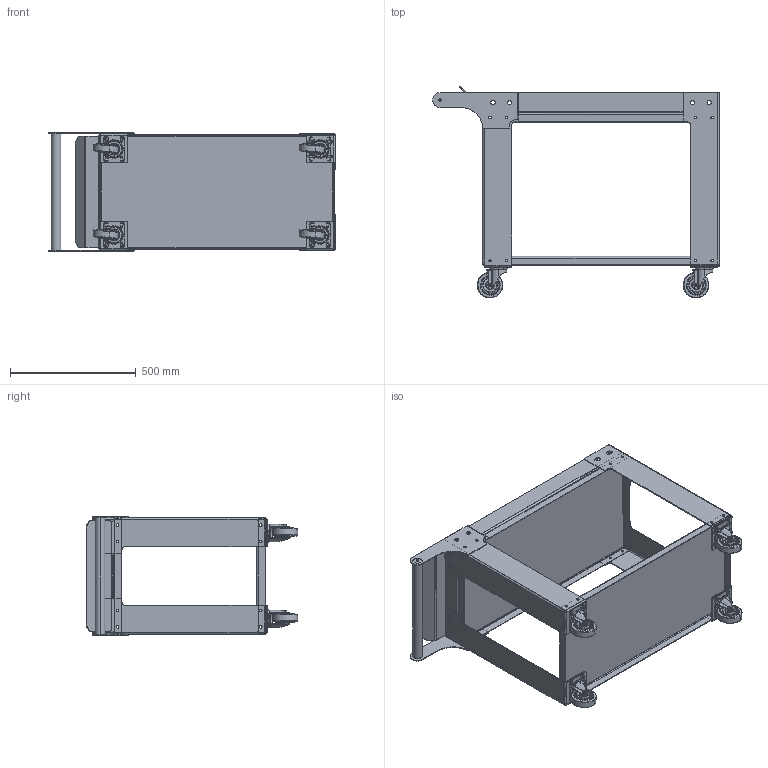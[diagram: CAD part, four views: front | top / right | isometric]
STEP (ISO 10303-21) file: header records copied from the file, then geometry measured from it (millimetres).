
FILE_DESCRIPTION (( 'STEP AP214' ), '1' );
FILE_NAME ('Mesa Eaton.STEP', '2024-09-06T04:17:06', ( '' ), ( '' ), 'SwSTEP 2.0', 'SolidWorks 2017', '' );
FILE_SCHEMA (( 'AUTOMOTIVE_DESIGN' ));
Length unit declared in the file: millimetre
Products named in the file (16): Mesa Eaton; Pata Eaton_Trasera; Charola2_Calibre 14; Charola3_Calibre 14; nut_din_985-m8x1_25-8; Pata Eaton; Caster Wheel 4; Barra_Default<As Machined>; Charola 1; Wheel 4in; 641028x55; MirrorPata Eaton_Trasera; Seal; Yoke; Jalador; Top Plate
Assembly tree (20 placements, depth 3):
  Mesa Eaton
    Charola 1
    Pata Eaton  x2
    Charola3_Calibre 14
    Caster Wheel 4  x4
      Top Plate
      Yoke
      Seal
      641028x55
      Wheel 4in
      nut_din_985-m8x1_25-8
    Charola2_Calibre 14
    Pata Eaton_Trasera
    MirrorPata Eaton_Trasera
    Jalador  x2
    Barra_Default<As Machined>
Bounding box: 1142.62 x 842.77 x 470.5 mm (x, y, z)
Volume: 8739396.2 mm3; surface area: 5503727.6 mm2
Topology: 38 solids, 38 shells, 1600 faces, 4036 edges, 2564 vertices
Faces by surface type: cylinder 696, plane 586, bspline 166, cone 120, torus 32
Entity records: 32514 total; most frequent: CARTESIAN_POINT 9206, DIRECTION 4692, ORIENTED_EDGE 4652, EDGE_CURVE 2326, AXIS2_PLACEMENT_3D 1759, VERTEX_POINT 1476, VECTOR 1174, LINE 1174
